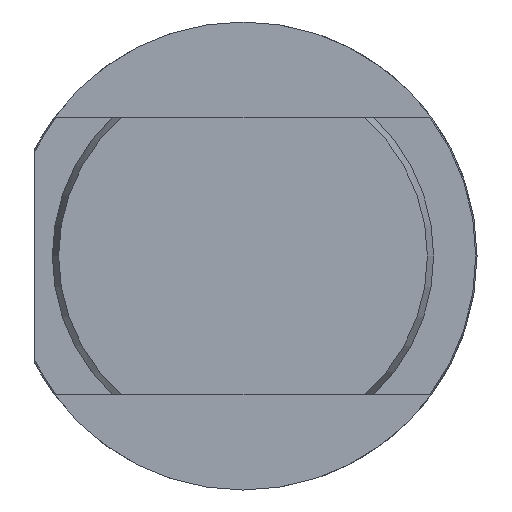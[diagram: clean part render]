
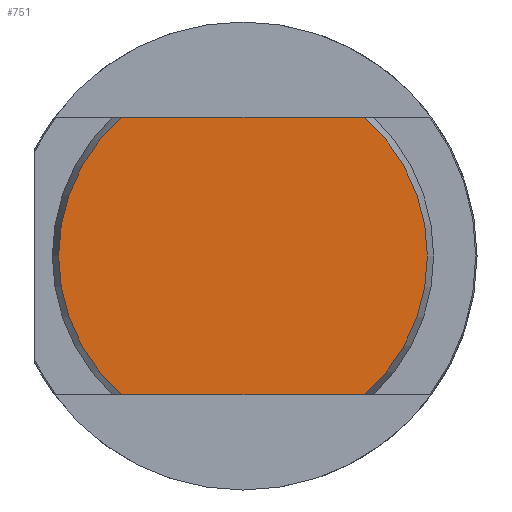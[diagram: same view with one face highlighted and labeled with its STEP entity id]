
A CAD part, left-side view. The second image highlights one B-rep face of the part: STEP entity #751.
In plain terms, the highlighted planar face has unit normal (-1, 0, 0).
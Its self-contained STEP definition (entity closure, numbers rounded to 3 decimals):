
#22 = ORIENTED_EDGE ( 'NONE', *, *, #2237, .F. ) ;
#30 = ORIENTED_EDGE ( 'NONE', *, *, #2236, .T. ) ;
#39 = ORIENTED_EDGE ( 'NONE', *, *, #2235, .F. ) ;
#41 = ORIENTED_EDGE ( 'NONE', *, *, #2231, .T. ) ;
#485 = EDGE_LOOP ( 'NONE', ( #30, #22, #41, #39 ) ) ;
#751 = ADVANCED_FACE ( 'NONE', ( #3574 ), #1406, .F. ) ;
#889 = VERTEX_POINT ( 'NONE', #1607 ) ;
#901 = VERTEX_POINT ( 'NONE', #1619 ) ;
#932 = VERTEX_POINT ( 'NONE', #1650 ) ;
#948 = VERTEX_POINT ( 'NONE', #1666 ) ;
#1405 = CARTESIAN_POINT ( 'NONE',  ( 0., 0., 0. ) ) ;
#1406 = PLANE ( 'NONE',  #2365 ) ;
#1407 = DIRECTION ( 'NONE',  ( 1., 0., 0. ) ) ;
#1408 = DIRECTION ( 'NONE',  ( 0., 0., -1. ) ) ;
#1607 = CARTESIAN_POINT ( 'NONE',  ( 0., 7.009, -8. ) ) ;
#1619 = CARTESIAN_POINT ( 'NONE',  ( 0., -7.009, 8. ) ) ;
#1650 = CARTESIAN_POINT ( 'NONE',  ( 0., 7.009, 8. ) ) ;
#1666 = CARTESIAN_POINT ( 'NONE',  ( 0., -7.009, -8. ) ) ;
#2231 = EDGE_CURVE ( 'NONE', #948, #901, #3817, .T. ) ;
#2235 = EDGE_CURVE ( 'NONE', #932, #901, #3820, .T. ) ;
#2236 = EDGE_CURVE ( 'NONE', #932, #889, #3823, .T. ) ;
#2237 = EDGE_CURVE ( 'NONE', #948, #889, #3816, .T. ) ;
#2365 = AXIS2_PLACEMENT_3D ( 'NONE', #1405, #1407, #1408 ) ;
#2477 = AXIS2_PLACEMENT_3D ( 'NONE', #2626, #2652, #2653 ) ;
#2478 = AXIS2_PLACEMENT_3D ( 'NONE', #2637, #2639, #2640 ) ;
#2626 = CARTESIAN_POINT ( 'NONE',  ( 0., 0., 0. ) ) ;
#2637 = CARTESIAN_POINT ( 'NONE',  ( 0., 0., 0. ) ) ;
#2639 = DIRECTION ( 'NONE',  ( -1., 0., 0. ) ) ;
#2640 = DIRECTION ( 'NONE',  ( 0., 0., -1. ) ) ;
#2650 = CARTESIAN_POINT ( 'NONE',  ( 0., 12.75, 8. ) ) ;
#2651 = DIRECTION ( 'NONE',  ( 0., -1., 0. ) ) ;
#2652 = DIRECTION ( 'NONE',  ( -1., 0., 0. ) ) ;
#2653 = DIRECTION ( 'NONE',  ( 0., 0., -1. ) ) ;
#2654 = CARTESIAN_POINT ( 'NONE',  ( 0., 12.75, -8. ) ) ;
#2655 = DIRECTION ( 'NONE',  ( 0., 1., 0. ) ) ;
#3574 = FACE_OUTER_BOUND ( 'NONE', #485, .T. ) ;
#3816 = LINE ( 'NONE', #2654, #3818 ) ;
#3817 = CIRCLE ( 'NONE', #2478, 10.636 ) ;
#3818 = VECTOR ( 'NONE', #2655, 1000. ) ;
#3820 = LINE ( 'NONE', #2650, #3821 ) ;
#3821 = VECTOR ( 'NONE', #2651, 1000. ) ;
#3823 = CIRCLE ( 'NONE', #2477, 10.636 ) ;
